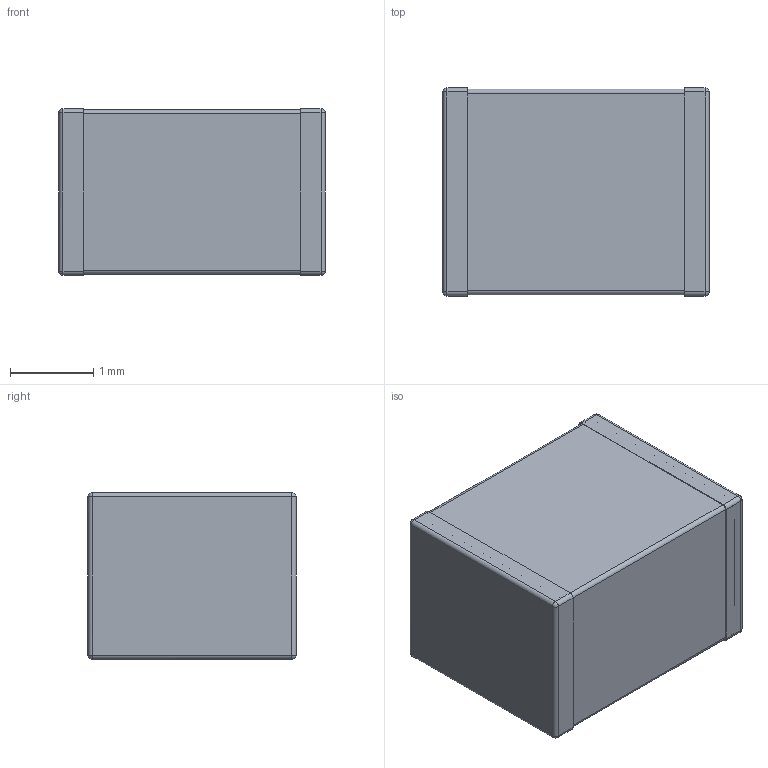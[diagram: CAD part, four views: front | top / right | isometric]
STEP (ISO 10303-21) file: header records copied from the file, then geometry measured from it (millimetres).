
FILE_DESCRIPTION(('FreeCAD Model'),'2;1');
FILE_NAME('Open CASCADE Shape Model','2025-02-12T09:18:45',(''),(''), 'Open CASCADE STEP processor 7.8','FreeCAD','Unknown');
FILE_SCHEMA(('AUTOMOTIVE_DESIGN { 1 0 10303 214 1 1 1 1 }'));
Length unit declared in the file: millimetre
Products named in the file (3): Scale005; Scale004; Scale003
Bounding box: 3.2 x 2.5 x 2 mm (x, y, z)
Surface area: 60.2 mm2
Topology: 3 solids, 3 shells, 46 faces, 104 edges, 56 vertices
Faces by surface type: bspline 46
Entity records: 1477 total; most frequent: CARTESIAN_POINT 553, ORIENTED_EDGE 192, EDGE_CURVE 96, VERTEX_POINT 56, B_SPLINE_CURVE_WITH_KNOTS 56, ADVANCED_FACE 46, FACE_BOUND 46, EDGE_LOOP 46
